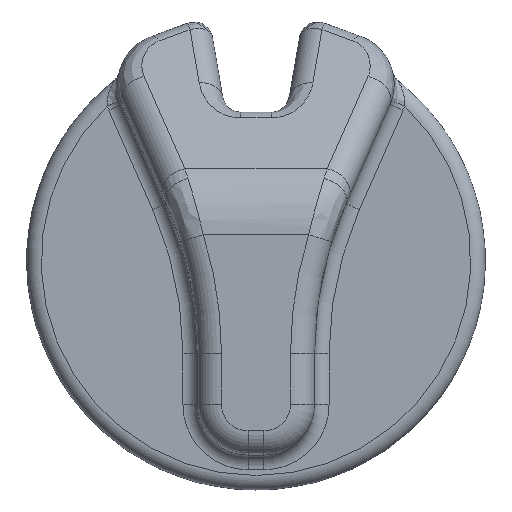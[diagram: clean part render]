
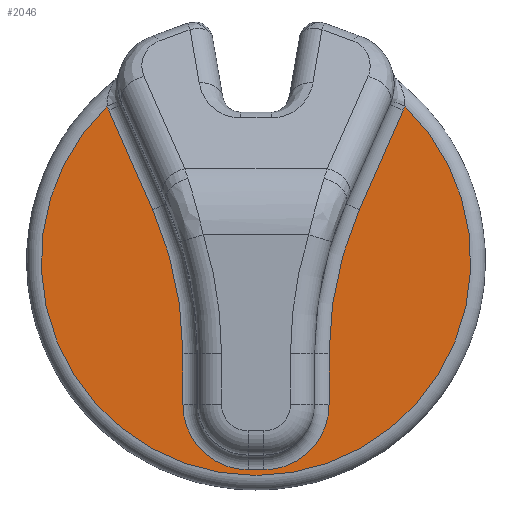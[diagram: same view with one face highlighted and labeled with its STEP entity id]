
A CAD part, top view. The second image highlights one B-rep face of the part: STEP entity #2046.
In plain terms, the highlighted planar face has unit normal (0, 0, 1).
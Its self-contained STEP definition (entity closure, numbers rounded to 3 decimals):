
#63=PLANE('',#2268);
#175=CIRCLE('',#2236,11.7);
#178=CIRCLE('',#2240,3.55);
#181=CIRCLE('',#2245,19.45);
#184=CIRCLE('',#2250,3.55);
#187=CIRCLE('',#2255,3.55);
#191=CIRCLE('',#2261,19.45);
#194=CIRCLE('',#2266,3.55);
#311=FACE_OUTER_BOUND('',#438,.T.);
#438=EDGE_LOOP('',(#1820,#1821,#1822,#1823,#1824,#1825,#1826,#1827,#1828,
#1829,#1830,#1831));
#636=LINE('',#5587,#750);
#637=LINE('',#5595,#751);
#639=LINE('',#5604,#753);
#640=LINE('',#5615,#754);
#642=LINE('',#5626,#756);
#750=VECTOR('',#2729,10.);
#751=VECTOR('',#2740,10.);
#753=VECTOR('',#2752,10.);
#754=VECTOR('',#2765,10.);
#756=VECTOR('',#2779,10.);
#932=VERTEX_POINT('',#5524);
#934=VERTEX_POINT('',#5567);
#935=VERTEX_POINT('',#5581);
#936=VERTEX_POINT('',#5585);
#937=VERTEX_POINT('',#5589);
#938=VERTEX_POINT('',#5593);
#939=VERTEX_POINT('',#5598);
#940=VERTEX_POINT('',#5602);
#942=VERTEX_POINT('',#5607);
#944=VERTEX_POINT('',#5613);
#946=VERTEX_POINT('',#5619);
#947=VERTEX_POINT('',#5624);
#1225=EDGE_CURVE('',#932,#934,#175,.T.);
#1228=EDGE_CURVE('',#935,#932,#178,.T.);
#1230=EDGE_CURVE('',#936,#935,#636,.T.);
#1232=EDGE_CURVE('',#937,#936,#181,.T.);
#1234=EDGE_CURVE('',#938,#937,#637,.T.);
#1237=EDGE_CURVE('',#939,#938,#184,.T.);
#1239=EDGE_CURVE('',#940,#939,#639,.T.);
#1241=EDGE_CURVE('',#942,#940,#187,.T.);
#1244=EDGE_CURVE('',#944,#942,#640,.T.);
#1247=EDGE_CURVE('',#946,#944,#191,.T.);
#1250=EDGE_CURVE('',#947,#946,#642,.T.);
#1252=EDGE_CURVE('',#934,#947,#194,.T.);
#1820=ORIENTED_EDGE('',*,*,#1225,.F.);
#1821=ORIENTED_EDGE('',*,*,#1228,.F.);
#1822=ORIENTED_EDGE('',*,*,#1230,.F.);
#1823=ORIENTED_EDGE('',*,*,#1232,.F.);
#1824=ORIENTED_EDGE('',*,*,#1234,.F.);
#1825=ORIENTED_EDGE('',*,*,#1237,.F.);
#1826=ORIENTED_EDGE('',*,*,#1239,.F.);
#1827=ORIENTED_EDGE('',*,*,#1241,.F.);
#1828=ORIENTED_EDGE('',*,*,#1244,.F.);
#1829=ORIENTED_EDGE('',*,*,#1247,.F.);
#1830=ORIENTED_EDGE('',*,*,#1250,.F.);
#1831=ORIENTED_EDGE('',*,*,#1252,.F.);
#2046=ADVANCED_FACE('',(#311),#63,.T.);
#2236=AXIS2_PLACEMENT_3D('',#5578,#2715,#2716);
#2240=AXIS2_PLACEMENT_3D('',#5583,#2723,#2724);
#2245=AXIS2_PLACEMENT_3D('',#5591,#2734,#2735);
#2250=AXIS2_PLACEMENT_3D('',#5600,#2746,#2747);
#2255=AXIS2_PLACEMENT_3D('',#5609,#2757,#2758);
#2261=AXIS2_PLACEMENT_3D('',#5621,#2771,#2772);
#2266=AXIS2_PLACEMENT_3D('',#5629,#2783,#2784);
#2268=AXIS2_PLACEMENT_3D('',#5631,#2787,#2788);
#2715=DIRECTION('center_axis',(0.,0.,-1.));
#2716=DIRECTION('ref_axis',(0.,-1.,0.));
#2723=DIRECTION('center_axis',(0.,0.,1.));
#2724=DIRECTION('ref_axis',(0.99,-0.14,0.));
#2729=DIRECTION('',(0.403,0.915,0.));
#2734=DIRECTION('center_axis',(0.,0.,-1.));
#2735=DIRECTION('ref_axis',(-0.979,0.206,0.));
#2740=DIRECTION('',(0.,1.,0.));
#2746=DIRECTION('center_axis',(0.,0.,1.));
#2747=DIRECTION('ref_axis',(0.707,-0.707,0.));
#2752=DIRECTION('',(1.,0.,0.));
#2757=DIRECTION('center_axis',(0.,0.,1.));
#2758=DIRECTION('ref_axis',(-0.707,-0.707,0.));
#2765=DIRECTION('',(0.,-1.,0.));
#2771=DIRECTION('center_axis',(0.,0.,-1.));
#2772=DIRECTION('ref_axis',(0.979,0.206,0.));
#2779=DIRECTION('',(0.403,-0.915,0.));
#2783=DIRECTION('center_axis',(0.,0.,1.));
#2784=DIRECTION('ref_axis',(-0.99,-0.14,0.));
#2787=DIRECTION('center_axis',(0.,0.,1.));
#2788=DIRECTION('ref_axis',(1.,0.,0.));
#5524=CARTESIAN_POINT('',(21.597,21.932,2.54));
#5567=CARTESIAN_POINT('',(5.369,21.932,2.54));
#5578=CARTESIAN_POINT('Origin',(13.483,13.503,2.54));
#5581=CARTESIAN_POINT('',(21.505,21.701,2.54));
#5583=CARTESIAN_POINT('Origin',(18.257,23.133,2.54));
#5585=CARTESIAN_POINT('',(19.117,16.286,2.54));
#5587=CARTESIAN_POINT('',(17.914,13.558,2.54));
#5589=CARTESIAN_POINT('',(17.464,8.439,2.54));
#5591=CARTESIAN_POINT('Origin',(36.914,8.439,2.54));
#5593=CARTESIAN_POINT('',(17.464,5.663,2.54));
#5595=CARTESIAN_POINT('',(17.464,8.958,2.54));
#5598=CARTESIAN_POINT('',(13.914,2.113,2.54));
#5600=CARTESIAN_POINT('Origin',(13.914,5.663,2.54));
#5602=CARTESIAN_POINT('',(13.052,2.113,2.54));
#5604=CARTESIAN_POINT('',(13.268,2.113,2.54));
#5607=CARTESIAN_POINT('',(9.502,5.663,2.54));
#5609=CARTESIAN_POINT('Origin',(13.052,5.663,2.54));
#5613=CARTESIAN_POINT('',(9.502,8.439,2.54));
#5615=CARTESIAN_POINT('',(9.502,10.346,2.54));
#5619=CARTESIAN_POINT('',(7.849,16.286,2.54));
#5621=CARTESIAN_POINT('Origin',(-9.948,8.439,2.54));
#5624=CARTESIAN_POINT('',(5.461,21.701,2.54));
#5626=CARTESIAN_POINT('',(7.858,16.265,2.54));
#5629=CARTESIAN_POINT('Origin',(8.71,23.133,2.54));
#5631=CARTESIAN_POINT('Origin',(13.483,12.253,2.54));
